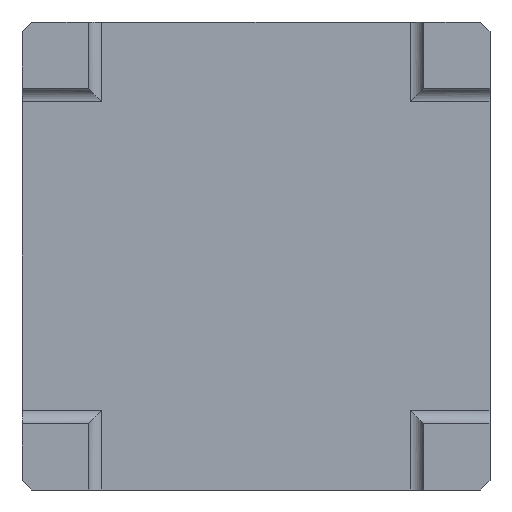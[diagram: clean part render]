
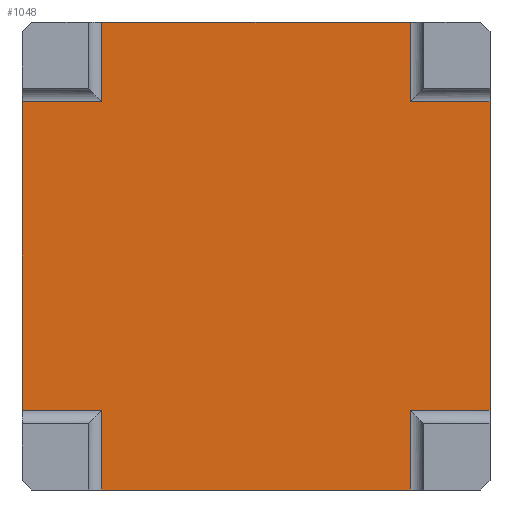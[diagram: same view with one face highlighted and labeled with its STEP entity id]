
A CAD part, front view. The second image highlights one B-rep face of the part: STEP entity #1048.
In plain terms, the highlighted planar face has unit normal (0, -1, 0).
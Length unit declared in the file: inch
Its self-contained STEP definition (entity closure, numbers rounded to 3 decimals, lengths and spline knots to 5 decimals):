
#62=FACE_OUTER_BOUND('',#116,.T.);
#116=EDGE_LOOP('',(#856,#857,#858,#859,#860,#861,#862,#863,#864,#865,#866,
#867));
#174=LINE('',#1514,#306);
#190=LINE('',#1549,#322);
#227=LINE('',#1631,#359);
#235=LINE('',#1649,#367);
#236=LINE('',#1652,#368);
#237=LINE('',#1655,#369);
#238=LINE('',#1657,#370);
#239=LINE('',#1659,#371);
#240=LINE('',#1661,#372);
#241=LINE('',#1662,#373);
#242=LINE('',#1664,#374);
#243=LINE('',#1665,#375);
#306=VECTOR('',#1214,0.228);
#322=VECTOR('',#1242,0.228);
#359=VECTOR('',#1311,0.228);
#367=VECTOR('',#1329,0.059);
#368=VECTOR('',#1334,0.059);
#369=VECTOR('',#1337,0.059);
#370=VECTOR('',#1338,0.059);
#371=VECTOR('',#1339,0.228);
#372=VECTOR('',#1340,0.059);
#373=VECTOR('',#1341,0.059);
#374=VECTOR('',#1342,0.059);
#375=VECTOR('',#1343,0.059);
#453=VERTEX_POINT('',#1511);
#454=VERTEX_POINT('',#1513);
#466=VERTEX_POINT('',#1546);
#467=VERTEX_POINT('',#1548);
#495=VERTEX_POINT('',#1628);
#496=VERTEX_POINT('',#1630);
#501=VERTEX_POINT('',#1648);
#502=VERTEX_POINT('',#1654);
#503=VERTEX_POINT('',#1656);
#504=VERTEX_POINT('',#1658);
#505=VERTEX_POINT('',#1660);
#506=VERTEX_POINT('',#1663);
#561=EDGE_CURVE('',#454,#453,#174,.T.);
#579=EDGE_CURVE('',#467,#466,#190,.T.);
#620=EDGE_CURVE('',#496,#495,#227,.T.);
#629=EDGE_CURVE('',#501,#496,#235,.T.);
#631=EDGE_CURVE('',#501,#453,#236,.T.);
#632=EDGE_CURVE('',#502,#495,#237,.T.);
#633=EDGE_CURVE('',#503,#502,#238,.T.);
#634=EDGE_CURVE('',#503,#504,#239,.T.);
#635=EDGE_CURVE('',#504,#505,#240,.T.);
#636=EDGE_CURVE('',#467,#505,#241,.T.);
#637=EDGE_CURVE('',#466,#506,#242,.T.);
#638=EDGE_CURVE('',#506,#454,#243,.T.);
#856=ORIENTED_EDGE('',*,*,#632,.F.);
#857=ORIENTED_EDGE('',*,*,#633,.F.);
#858=ORIENTED_EDGE('',*,*,#634,.T.);
#859=ORIENTED_EDGE('',*,*,#635,.T.);
#860=ORIENTED_EDGE('',*,*,#636,.F.);
#861=ORIENTED_EDGE('',*,*,#579,.T.);
#862=ORIENTED_EDGE('',*,*,#637,.T.);
#863=ORIENTED_EDGE('',*,*,#638,.T.);
#864=ORIENTED_EDGE('',*,*,#561,.T.);
#865=ORIENTED_EDGE('',*,*,#631,.F.);
#866=ORIENTED_EDGE('',*,*,#629,.T.);
#867=ORIENTED_EDGE('',*,*,#620,.T.);
#1000=PLANE('',#1119);
#1048=ADVANCED_FACE('',(#62),#1000,.T.);
#1119=AXIS2_PLACEMENT_3D('',#1653,#1335,#1336);
#1214=DIRECTION('',(0.,0.,-1.));
#1242=DIRECTION('',(-1.,0.,0.));
#1311=DIRECTION('',(1.,0.,0.));
#1329=DIRECTION('',(0.,0.,-1.));
#1334=DIRECTION('',(-1.,0.,0.));
#1335=DIRECTION('center_axis',(0.,-1.,0.));
#1336=DIRECTION('ref_axis',(0.,0.,-1.));
#1337=DIRECTION('',(0.,0.,-1.));
#1338=DIRECTION('',(-1.,0.,0.));
#1339=DIRECTION('',(0.,0.,1.));
#1340=DIRECTION('',(-1.,0.,0.));
#1341=DIRECTION('',(0.,0.,-1.));
#1342=DIRECTION('',(0.,0.,-1.));
#1343=DIRECTION('',(-1.,0.,0.));
#1511=CARTESIAN_POINT('',(-0.173,0.031,-0.114));
#1513=CARTESIAN_POINT('',(-0.173,0.031,0.114));
#1514=CARTESIAN_POINT('',(-0.173,0.031,-0.16593));
#1546=CARTESIAN_POINT('',(-0.114,0.031,0.173));
#1548=CARTESIAN_POINT('',(0.114,0.031,0.173));
#1549=CARTESIAN_POINT('',(-0.16593,0.031,0.173));
#1628=CARTESIAN_POINT('',(0.114,0.031,-0.173));
#1630=CARTESIAN_POINT('',(-0.114,0.031,-0.173));
#1631=CARTESIAN_POINT('',(0.16593,0.031,-0.173));
#1648=CARTESIAN_POINT('',(-0.114,0.031,-0.114));
#1649=CARTESIAN_POINT('',(-0.114,0.031,1.));
#1652=CARTESIAN_POINT('',(1.,0.031,-0.114));
#1653=CARTESIAN_POINT('Origin',(0.114,0.031,1.));
#1654=CARTESIAN_POINT('',(0.114,0.031,-0.114));
#1655=CARTESIAN_POINT('',(0.114,0.031,1.));
#1656=CARTESIAN_POINT('',(0.173,0.031,-0.114));
#1657=CARTESIAN_POINT('',(1.,0.031,-0.114));
#1658=CARTESIAN_POINT('',(0.173,0.031,0.114));
#1659=CARTESIAN_POINT('',(0.173,0.031,0.16593));
#1660=CARTESIAN_POINT('',(0.114,0.031,0.114));
#1661=CARTESIAN_POINT('',(1.,0.031,0.114));
#1662=CARTESIAN_POINT('',(0.114,0.031,1.));
#1663=CARTESIAN_POINT('',(-0.114,0.031,0.114));
#1664=CARTESIAN_POINT('',(-0.114,0.031,1.));
#1665=CARTESIAN_POINT('',(1.,0.031,0.114));
